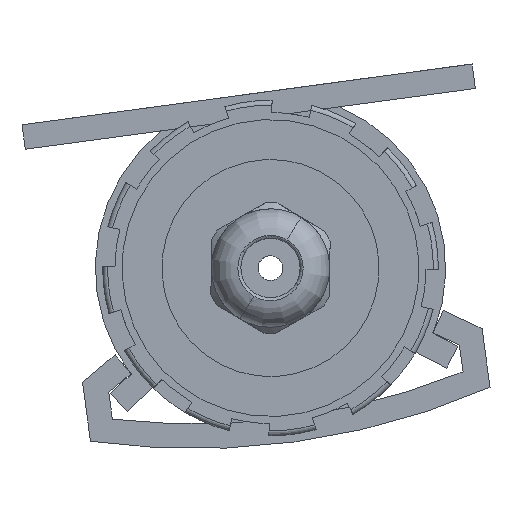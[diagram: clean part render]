
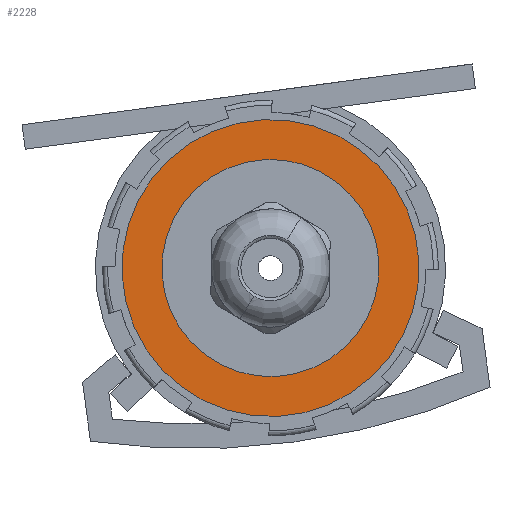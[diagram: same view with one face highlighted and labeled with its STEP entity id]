
A CAD part, left-side view. The second image highlights one B-rep face of the part: STEP entity #2228.
In plain terms, the highlighted face is planar.
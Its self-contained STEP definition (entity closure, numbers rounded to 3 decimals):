
#1803=CARTESIAN_POINT('Vertex',(0.,22.222,22.)) ;
#1806=CARTESIAN_POINT('Axis2P3D Location',(0.,22.222,0.)) ;
#1810=CARTESIAN_POINT('Vertex',(0.,22.222,-22.)) ;
#1830=CARTESIAN_POINT('Axis2P3D Location',(0.,22.222,0.)) ;
#1847=CARTESIAN_POINT('Axis2P3D Location',(0.,22.222,0.)) ;
#1851=CARTESIAN_POINT('Vertex',(0.,22.222,30.085)) ;
#1853=CARTESIAN_POINT('Vertex',(0.,22.222,-30.085)) ;
#1882=CARTESIAN_POINT('Axis2P3D Location',(0.,22.222,0.)) ;
#2215=CARTESIAN_POINT('Axis2P3D Location',(0.,22.222,22.)) ;
#1807=DIRECTION('Axis2P3D Direction',(0.,1.,0.)) ;
#1831=DIRECTION('Axis2P3D Direction',(0.,1.,0.)) ;
#1848=DIRECTION('Axis2P3D Direction',(0.,1.,0.)) ;
#1883=DIRECTION('Axis2P3D Direction',(0.,1.,0.)) ;
#2216=DIRECTION('Axis2P3D Direction',(-0.,1.,0.)) ;
#2217=DIRECTION('Axis2P3D XDirection',(1.,0.,0.)) ;
#1808=AXIS2_PLACEMENT_3D('Circle Axis2P3D',#1806,#1807,$) ;
#1832=AXIS2_PLACEMENT_3D('Circle Axis2P3D',#1830,#1831,$) ;
#1849=AXIS2_PLACEMENT_3D('Circle Axis2P3D',#1847,#1848,$) ;
#1884=AXIS2_PLACEMENT_3D('Circle Axis2P3D',#1882,#1883,$) ;
#2218=AXIS2_PLACEMENT_3D('Plane Axis2P3D',#2215,#2216,#2217) ;
#2221=ORIENTED_EDGE('',*,*,#1886,.T.) ;
#2222=ORIENTED_EDGE('',*,*,#1855,.T.) ;
#2225=ORIENTED_EDGE('',*,*,#1812,.F.) ;
#2226=ORIENTED_EDGE('',*,*,#1834,.F.) ;
#2227=FACE_BOUND('',#2224,.T.) ;
#2228=ADVANCED_FACE('PartBody',(#2223,#2227),#2219,.T.) ;
#1809=CIRCLE('generated circle',#1808,22.) ;
#1833=CIRCLE('generated circle',#1832,22.) ;
#1850=CIRCLE('generated circle',#1849,30.085) ;
#1885=CIRCLE('generated circle',#1884,30.085) ;
#1812=EDGE_CURVE('',#1804,#1811,#1809,.T.) ;
#1834=EDGE_CURVE('',#1811,#1804,#1833,.T.) ;
#1855=EDGE_CURVE('',#1852,#1854,#1850,.T.) ;
#1886=EDGE_CURVE('',#1854,#1852,#1885,.T.) ;
#2220=EDGE_LOOP('',(#2221,#2222)) ;
#2224=EDGE_LOOP('',(#2225,#2226)) ;
#2223=FACE_OUTER_BOUND('',#2220,.T.) ;
#2219=PLANE('',#2218) ;
#1804=VERTEX_POINT('',#1803) ;
#1811=VERTEX_POINT('',#1810) ;
#1852=VERTEX_POINT('',#1851) ;
#1854=VERTEX_POINT('',#1853) ;
